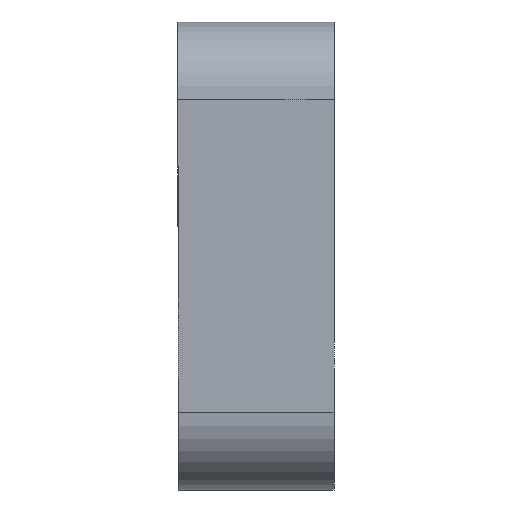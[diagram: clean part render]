
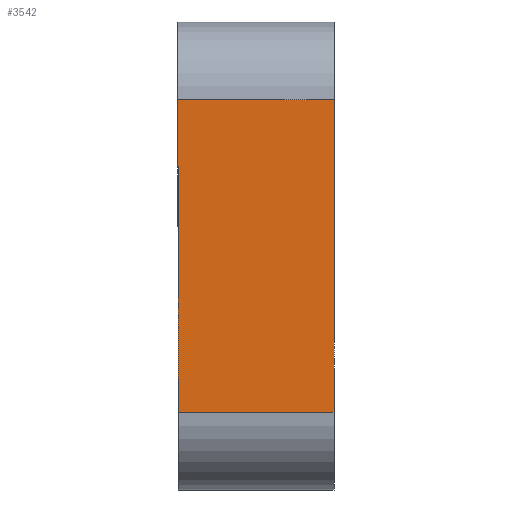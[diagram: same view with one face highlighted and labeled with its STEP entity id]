
A CAD part, left-side view. The second image highlights one B-rep face of the part: STEP entity #3542.
In plain terms, the highlighted planar face has unit normal (-1, 0, 0).
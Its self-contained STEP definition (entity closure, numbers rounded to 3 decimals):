
#395=FACE_OUTER_BOUND('',#572,.T.);
#572=EDGE_LOOP('',(#2829,#2830,#2831,#2832));
#860=LINE('',#5644,#1233);
#910=LINE('',#5784,#1283);
#911=LINE('',#5785,#1284);
#912=LINE('',#5786,#1285);
#1233=VECTOR('',#4546,10.);
#1283=VECTOR('',#4690,10.);
#1284=VECTOR('',#4691,10.);
#1285=VECTOR('',#4692,10.);
#1614=VERTEX_POINT('',#5642);
#1615=VERTEX_POINT('',#5643);
#1657=VERTEX_POINT('',#5782);
#1658=VERTEX_POINT('',#5783);
#2042=EDGE_CURVE('',#1614,#1615,#860,.T.);
#2115=EDGE_CURVE('',#1657,#1658,#910,.T.);
#2116=EDGE_CURVE('',#1614,#1657,#911,.T.);
#2117=EDGE_CURVE('',#1658,#1615,#912,.T.);
#2829=ORIENTED_EDGE('',*,*,#2115,.F.);
#2830=ORIENTED_EDGE('',*,*,#2116,.F.);
#2831=ORIENTED_EDGE('',*,*,#2042,.T.);
#2832=ORIENTED_EDGE('',*,*,#2117,.F.);
#3382=PLANE('',#3848);
#3542=ADVANCED_FACE('',(#395),#3382,.T.);
#3848=AXIS2_PLACEMENT_3D('',#5781,#4688,#4689);
#4546=DIRECTION('',(0.,-1.,0.));
#4688=DIRECTION('center_axis',(-1.,0.,0.));
#4689=DIRECTION('ref_axis',(0.,0.,
1.));
#4690=DIRECTION('',(0.,-1.,0.));
#4691=DIRECTION('',(0.,0.,1.));
#4692=DIRECTION('',(0.,0.,-1.));
#5642=CARTESIAN_POINT('',(-6.194,11.028,-20.636));
#5643=CARTESIAN_POINT('',(-6.194,1.028,-20.636));
#5644=CARTESIAN_POINT('',(-6.194,6.028,-20.636));
#5781=CARTESIAN_POINT('Origin',(-6.194,6.028,-5.636));
#5782=CARTESIAN_POINT('',(-6.194,11.028,-0.636));
#5783=CARTESIAN_POINT('',(-6.194,1.028,-0.636));
#5784=CARTESIAN_POINT('',(-6.194,6.028,-0.636));
#5785=CARTESIAN_POINT('',(-6.194,11.028,-20.636));
#5786=CARTESIAN_POINT('',(-6.194,1.028,-5.636));
